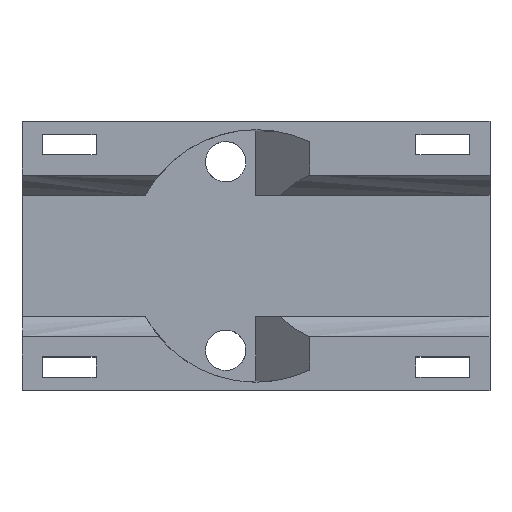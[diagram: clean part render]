
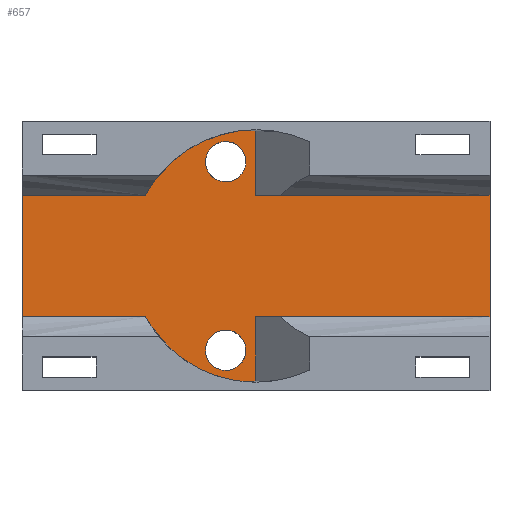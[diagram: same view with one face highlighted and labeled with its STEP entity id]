
A CAD part, top view. The second image highlights one B-rep face of the part: STEP entity #657.
In plain terms, the highlighted free-form (B-spline) face has degree [1, 1] with [2, 2] control points.
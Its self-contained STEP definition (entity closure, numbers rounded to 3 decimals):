
#186 = VERTEX_POINT('',#187);
#187 = CARTESIAN_POINT('',(0.,20.031,
    6.944));
#192 = EDGE_CURVE('',#186,#193,#195,.T.);
#193 = VERTEX_POINT('',#194);
#194 = CARTESIAN_POINT('',(-17.572,9.615,6.944
    ));
#195 = ( BOUNDED_CURVE() B_SPLINE_CURVE(2,(#196,#197,#198),
.UNSPECIFIED.,.F.,.F.) B_SPLINE_CURVE_WITH_KNOTS((3,3),(1.571,
2.641),.PIECEWISE_BEZIER_KNOTS.) CURVE() 
GEOMETRIC_REPRESENTATION_ITEM() RATIONAL_B_SPLINE_CURVE((1.,
0.86,1.)) REPRESENTATION_ITEM('') );
#196 = CARTESIAN_POINT('',(0.,20.031,
    6.944));
#197 = CARTESIAN_POINT('',(-11.873,20.031,
    6.944));
#198 = CARTESIAN_POINT('',(-17.572,9.615,6.944
    ));
#291 = VERTEX_POINT('',#292);
#292 = CARTESIAN_POINT('',(-37.123,-9.615,
    6.944));
#297 = EDGE_CURVE('',#291,#298,#300,.T.);
#298 = VERTEX_POINT('',#299);
#299 = CARTESIAN_POINT('',(-37.123,9.615,6.944
    ));
#300 = B_SPLINE_CURVE_WITH_KNOTS('',1,(#301,#302),.UNSPECIFIED.,.F.,.F.,
  (2,2),(0.,18.),.PIECEWISE_BEZIER_KNOTS.);
#301 = CARTESIAN_POINT('',(-37.123,-9.615,
    6.944));
#302 = CARTESIAN_POINT('',(-37.123,9.615,6.944
    ));
#364 = VERTEX_POINT('',#365);
#365 = CARTESIAN_POINT('',(37.123,9.615,6.944
    ));
#370 = EDGE_CURVE('',#364,#371,#373,.T.);
#371 = VERTEX_POINT('',#372);
#372 = CARTESIAN_POINT('',(37.123,-9.615,
    6.944));
#373 = B_SPLINE_CURVE_WITH_KNOTS('',1,(#374,#375),.UNSPECIFIED.,.F.,.F.,
  (2,2),(0.,18.),.PIECEWISE_BEZIER_KNOTS.);
#374 = CARTESIAN_POINT('',(37.123,9.615,6.944
    ));
#375 = CARTESIAN_POINT('',(37.123,-9.615,
    6.944));
#608 = VERTEX_POINT('',#609);
#609 = CARTESIAN_POINT('',(0.,9.615,
    6.944));
#614 = EDGE_CURVE('',#608,#364,#615,.T.);
#615 = B_SPLINE_CURVE_WITH_KNOTS('',1,(#616,#617),.UNSPECIFIED.,.F.,.F.,
  (2,2),(0.,34.75),.PIECEWISE_BEZIER_KNOTS.);
#616 = CARTESIAN_POINT('',(0.,9.615,
    6.944));
#617 = CARTESIAN_POINT('',(37.123,9.615,6.944
    ));
#630 = EDGE_CURVE('',#608,#186,#631,.T.);
#631 = B_SPLINE_CURVE_WITH_KNOTS('',1,(#632,#633),.UNSPECIFIED.,.F.,.F.,
  (2,2),(0.,9.75),.PIECEWISE_BEZIER_KNOTS.);
#632 = CARTESIAN_POINT('',(0.,9.615,
    6.944));
#633 = CARTESIAN_POINT('',(0.,20.031,
    6.944));
#647 = EDGE_CURVE('',#298,#193,#648,.T.);
#648 = B_SPLINE_CURVE_WITH_KNOTS('',1,(#649,#650),.UNSPECIFIED.,.F.,.F.,
  (2,2),(0.,18.301),.PIECEWISE_BEZIER_KNOTS.);
#649 = CARTESIAN_POINT('',(-37.123,9.615,6.944
    ));
#650 = CARTESIAN_POINT('',(-17.572,9.615,6.944
    ));
#657 = ADVANCED_FACE('',(#658,#693,#707),#721,.T.);
#658 = FACE_BOUND('',#659,.T.);
#659 = EDGE_LOOP('',(#660,#661,#662,#663,#664,#671,#679,#686,#691,#692)
  );
#660 = ORIENTED_EDGE('',*,*,#630,.T.);
#661 = ORIENTED_EDGE('',*,*,#192,.T.);
#662 = ORIENTED_EDGE('',*,*,#647,.F.);
#663 = ORIENTED_EDGE('',*,*,#297,.F.);
#664 = ORIENTED_EDGE('',*,*,#665,.F.);
#665 = EDGE_CURVE('',#666,#291,#668,.T.);
#666 = VERTEX_POINT('',#667);
#667 = CARTESIAN_POINT('',(-17.572,-9.615,
    6.944));
#668 = B_SPLINE_CURVE_WITH_KNOTS('',1,(#669,#670),.UNSPECIFIED.,.F.,.F.,
  (2,2),(0.,18.301),.PIECEWISE_BEZIER_KNOTS.);
#669 = CARTESIAN_POINT('',(-17.572,-9.615,
    6.944));
#670 = CARTESIAN_POINT('',(-37.123,-9.615,
    6.944));
#671 = ORIENTED_EDGE('',*,*,#672,.T.);
#672 = EDGE_CURVE('',#666,#673,#675,.T.);
#673 = VERTEX_POINT('',#674);
#674 = CARTESIAN_POINT('',(0.,-20.031,
    6.944));
#675 = ( BOUNDED_CURVE() B_SPLINE_CURVE(2,(#676,#677,#678),
.UNSPECIFIED.,.F.,.F.) B_SPLINE_CURVE_WITH_KNOTS((3,3),(3.642,
4.712),.PIECEWISE_BEZIER_KNOTS.) CURVE() 
GEOMETRIC_REPRESENTATION_ITEM() RATIONAL_B_SPLINE_CURVE((1.,
0.86,1.)) REPRESENTATION_ITEM('') );
#676 = CARTESIAN_POINT('',(-17.572,-9.615,
    6.944));
#677 = CARTESIAN_POINT('',(-11.873,-20.031,
    6.944));
#678 = CARTESIAN_POINT('',(0.,-20.031,
    6.944));
#679 = ORIENTED_EDGE('',*,*,#680,.F.);
#680 = EDGE_CURVE('',#681,#673,#683,.T.);
#681 = VERTEX_POINT('',#682);
#682 = CARTESIAN_POINT('',(0.,-9.615,
    6.944));
#683 = B_SPLINE_CURVE_WITH_KNOTS('',1,(#684,#685),.UNSPECIFIED.,.F.,.F.,
  (2,2),(0.,9.75),.PIECEWISE_BEZIER_KNOTS.);
#684 = CARTESIAN_POINT('',(0.,-9.615,
    6.944));
#685 = CARTESIAN_POINT('',(0.,-20.031,
    6.944));
#686 = ORIENTED_EDGE('',*,*,#687,.F.);
#687 = EDGE_CURVE('',#371,#681,#688,.T.);
#688 = B_SPLINE_CURVE_WITH_KNOTS('',1,(#689,#690),.UNSPECIFIED.,.F.,.F.,
  (2,2),(0.,34.75),.PIECEWISE_BEZIER_KNOTS.);
#689 = CARTESIAN_POINT('',(37.123,-9.615,
    6.944));
#690 = CARTESIAN_POINT('',(0.,-9.615,6.944));
#691 = ORIENTED_EDGE('',*,*,#370,.F.);
#692 = ORIENTED_EDGE('',*,*,#614,.F.);
#693 = FACE_BOUND('',#694,.T.);
#694 = EDGE_LOOP('',(#695));
#695 = ORIENTED_EDGE('',*,*,#696,.F.);
#696 = EDGE_CURVE('',#697,#697,#699,.T.);
#697 = VERTEX_POINT('',#698);
#698 = CARTESIAN_POINT('',(-1.602,-14.956,
    6.944));
#699 = ( BOUNDED_CURVE() B_SPLINE_CURVE(2,(#700,#701,#702,#703,#704,#705
,#706),.UNSPECIFIED.,.T.,.F.) B_SPLINE_CURVE_WITH_KNOTS((1,2,2,2,2,1),(
    -2.094,0.,2.094,4.189,6.283,
8.378),.UNSPECIFIED.) CURVE() GEOMETRIC_REPRESENTATION_ITEM() 
RATIONAL_B_SPLINE_CURVE((1.,0.5,1.,0.5,1.,0.5,1.)) REPRESENTATION_ITEM(
  '') );
#700 = CARTESIAN_POINT('',(-1.602,-14.956,
    6.944));
#701 = CARTESIAN_POINT('',(-1.602,-9.405,
    6.944));
#702 = CARTESIAN_POINT('',(-6.41,-12.181,
    6.944));
#703 = CARTESIAN_POINT('',(-11.217,-14.956,6.944
    ));
#704 = CARTESIAN_POINT('',(-6.41,-17.732,
    6.944));
#705 = CARTESIAN_POINT('',(-1.602,-20.507,
    6.944));
#706 = CARTESIAN_POINT('',(-1.602,-14.956,
    6.944));
#707 = FACE_BOUND('',#708,.T.);
#708 = EDGE_LOOP('',(#709));
#709 = ORIENTED_EDGE('',*,*,#710,.F.);
#710 = EDGE_CURVE('',#711,#711,#713,.T.);
#711 = VERTEX_POINT('',#712);
#712 = CARTESIAN_POINT('',(-1.602,14.956,
    6.944));
#713 = ( BOUNDED_CURVE() B_SPLINE_CURVE(2,(#714,#715,#716,#717,#718,#719
,#720),.UNSPECIFIED.,.T.,.F.) B_SPLINE_CURVE_WITH_KNOTS((1,2,2,2,2,1),(
    -2.094,0.,2.094,4.189,6.283,
8.378),.UNSPECIFIED.) CURVE() GEOMETRIC_REPRESENTATION_ITEM() 
RATIONAL_B_SPLINE_CURVE((1.,0.5,1.,0.5,1.,0.5,1.)) REPRESENTATION_ITEM(
  '') );
#714 = CARTESIAN_POINT('',(-1.602,14.956,
    6.944));
#715 = CARTESIAN_POINT('',(-1.602,20.507,6.944
    ));
#716 = CARTESIAN_POINT('',(-6.41,17.732,
    6.944));
#717 = CARTESIAN_POINT('',(-11.217,14.956,6.944
    ));
#718 = CARTESIAN_POINT('',(-6.41,12.181,
    6.944));
#719 = CARTESIAN_POINT('',(-1.602,9.405,6.944
    ));
#720 = CARTESIAN_POINT('',(-1.602,14.956,
    6.944));
#721 = B_SPLINE_SURFACE_WITH_KNOTS('',1,1,(
    (#722,#723)
    ,(#724,#725
    )),.UNSPECIFIED.,.F.,.F.,.F.,(2,2),(2,2),(-34.307,
    35.193),(-18.75,18.75),.PIECEWISE_BEZIER_KNOTS.);
#722 = CARTESIAN_POINT('',(-37.123,-20.031,
    6.944));
#723 = CARTESIAN_POINT('',(-37.123,20.031,
    6.944));
#724 = CARTESIAN_POINT('',(37.123,-20.031,
    6.944));
#725 = CARTESIAN_POINT('',(37.123,20.031,
    6.944));
